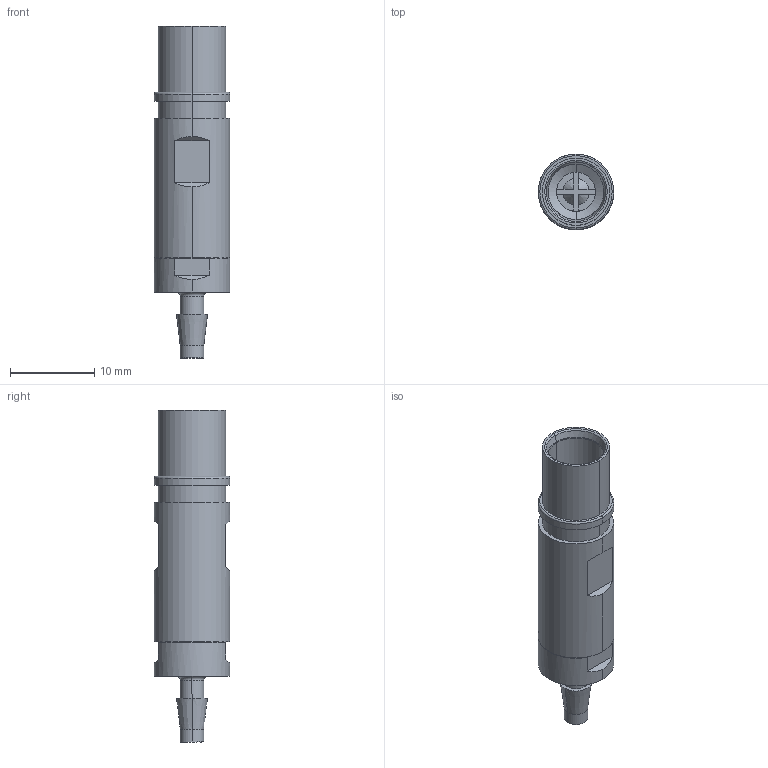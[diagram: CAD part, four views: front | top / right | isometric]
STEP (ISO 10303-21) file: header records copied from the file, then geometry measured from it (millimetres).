
FILE_DESCRIPTION(('Creo Elements/Direct Modeling STEP Export'),'2;1');
FILE_NAME('0ln7uvk5btlpe7i2516','2021-07-27T11:37:49',(''),(''),'Creo Elements/Direct Modeling STEP processor for AP214 (Solid Model)','Creo Elements/Direct Modeling 20.1B 02-Apr-2019 (C) Parametric Technology GmbH','');
FILE_SCHEMA(('AUTOMOTIVE_DESIGN { 1 0 10303 214 1 1 1 1 }'));
Length unit declared in the file: millimetre
Products named in the file (2): CX_3.0_MPV
Assembly tree (1 placements, depth 2):
  CX_3.0_MPV
    CX_3.0_MPV
Bounding box: 9 x 9 x 39.5 mm (x, y, z)
Volume: 1593.8 mm3; surface area: 1458.4 mm2
Topology: 1 solids, 1 shells, 73 faces, 175 edges, 113 vertices
Faces by surface type: plane 33, cylinder 22, cone 10, torus 8
Entity records: 2638 total; most frequent: CARTESIAN_POINT 412, ORIENTED_EDGE 350, DIRECTION 318, EDGE_CURVE 175, AXIS2_PLACEMENT_3D 123, VERTEX_POINT 113, EDGE_LOOP 82, COLOUR_RGB 74
